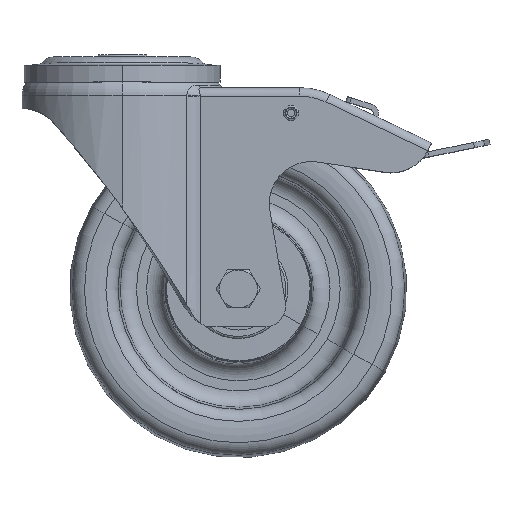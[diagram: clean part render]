
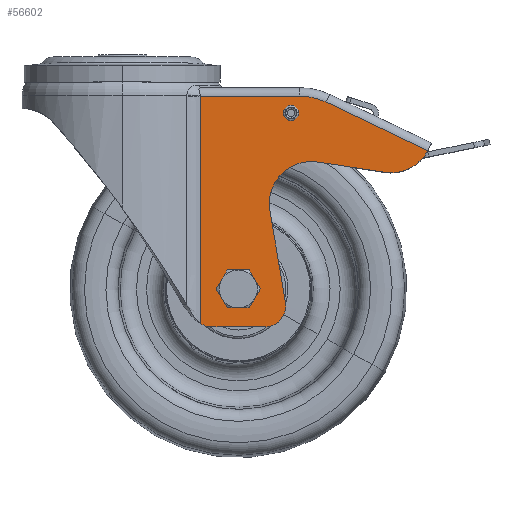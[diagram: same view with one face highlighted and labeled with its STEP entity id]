
A CAD part, top view. The second image highlights one B-rep face of the part: STEP entity #56602.
In plain terms, the highlighted planar face has unit normal (0, 0, 1).
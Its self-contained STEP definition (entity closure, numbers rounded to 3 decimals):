
#806 = DIRECTION ( 'NONE',  ( -1., 0., 0. ) ) ;
#986 = CARTESIAN_POINT ( 'NONE',  ( 127.267, -35.95, 34. ) ) ;
#1360 = CARTESIAN_POINT ( 'NONE',  ( 69.962, -73.965, 34. ) ) ;
#1627 = VERTEX_POINT ( 'NONE', #36990 ) ;
#2752 = CARTESIAN_POINT ( 'NONE',  ( 67.504, -119., 34. ) ) ;
#3264 = DIRECTION ( 'NONE',  ( 0., 0., 1. ) ) ;
#5277 = FACE_BOUND ( 'NONE', #65415, .T. ) ;
#5680 = EDGE_CURVE ( 'NONE', #48733, #9651, #40005, .T. ) ;
#6121 = EDGE_CURVE ( 'NONE', #6657, #52094, #30640, .T. ) ;
#6635 = DIRECTION ( 'NONE',  ( 0.153, 0.988, 0. ) ) ;
#6657 = VERTEX_POINT ( 'NONE', #69531 ) ;
#6948 = VECTOR ( 'NONE', #806, 1000. ) ;
#7855 = ORIENTED_EDGE ( 'NONE', *, *, #45169, .F. ) ;
#7898 = DIRECTION ( 'NONE',  ( 0., 0., -1. ) ) ;
#8388 = VERTEX_POINT ( 'NONE', #50783 ) ;
#8796 = CARTESIAN_POINT ( 'NONE',  ( 37.017, -127.36, 34. ) ) ;
#9070 = CARTESIAN_POINT ( 'NONE',  ( 84.103, -19.6, 34. ) ) ;
#9651 = VERTEX_POINT ( 'NONE', #21873 ) ;
#9936 = DIRECTION ( 'NONE',  ( 1., 0., 0. ) ) ;
#9973 = VERTEX_POINT ( 'NONE', #70293 ) ;
#10251 = CARTESIAN_POINT ( 'NONE',  ( 37.016, -91.44, 34. ) ) ;
#10311 = EDGE_CURVE ( 'NONE', #36084, #1627, #17572, .T. ) ;
#10446 = CARTESIAN_POINT ( 'NONE',  ( 42.504, -119., 34. ) ) ;
#10527 = VECTOR ( 'NONE', #31693, 1000. ) ;
#10753 = CIRCLE ( 'NONE', #64710, 29. ) ;
#10885 = ORIENTED_EDGE ( 'NONE', *, *, #22739, .F. ) ;
#12100 = ORIENTED_EDGE ( 'NONE', *, *, #6121, .F. ) ;
#12297 = CARTESIAN_POINT ( 'NONE',  ( 80., -27.6, 34. ) ) ;
#13046 = CARTESIAN_POINT ( 'NONE',  ( 124.202, -55.714, 34. ) ) ;
#13083 = EDGE_CURVE ( 'NONE', #65559, #27207, #68565, .T. ) ;
#13402 = DIRECTION ( 'NONE',  ( -0.988, 0.153, 0. ) ) ;
#16189 = CARTESIAN_POINT ( 'NONE',  ( 42.504, -129., 34. ) ) ;
#16534 = ORIENTED_EDGE ( 'NONE', *, *, #5680, .F. ) ;
#17039 = CARTESIAN_POINT ( 'NONE',  ( 0., -165.6, 34. ) ) ;
#17572 = LINE ( 'NONE', #56403, #54413 ) ;
#17637 = DIRECTION ( 'NONE',  ( 1., 0., 0. ) ) ;
#17919 = DIRECTION ( 'NONE',  ( 0.903, -0.431, 0. ) ) ;
#18179 = LINE ( 'NONE', #1360, #40419 ) ;
#18603 = CARTESIAN_POINT ( 'NONE',  ( 82.6, -27.6, 34. ) ) ;
#19728 = DIRECTION ( 'NONE',  ( 0., 0., -1. ) ) ;
#20413 = AXIS2_PLACEMENT_3D ( 'NONE', #20461, #19728, #69676 ) ;
#20461 = CARTESIAN_POINT ( 'NONE',  ( 42.504, -119., 34. ) ) ;
#20597 = AXIS2_PLACEMENT_3D ( 'NONE', #12297, #55752, #17637 ) ;
#21631 = CARTESIAN_POINT ( 'NONE',  ( 84.103, -19.6, 34. ) ) ;
#21873 = CARTESIAN_POINT ( 'NONE',  ( 92.741, -50.836, 34. ) ) ;
#22062 = CIRCLE ( 'NONE', #47312, 6.1 ) ;
#22739 = EDGE_CURVE ( 'NONE', #29257, #52823, #18179, .T. ) ;
#23853 = CIRCLE ( 'NONE', #34229, 10. ) ;
#24794 = DIRECTION ( 'NONE',  ( 0., 1., 0. ) ) ;
#25163 = DIRECTION ( 'NONE',  ( -1., 0., 0. ) ) ;
#25375 = DIRECTION ( 'NONE',  ( 0.986, 0.168, 0. ) ) ;
#26246 = VECTOR ( 'NONE', #13402, 1000. ) ;
#26267 = ORIENTED_EDGE ( 'NONE', *, *, #70207, .F. ) ;
#27121 = AXIS2_PLACEMENT_3D ( 'NONE', #52800, #3264, #25163 ) ;
#27207 = VERTEX_POINT ( 'NONE', #55529 ) ;
#27413 = CARTESIAN_POINT ( 'NONE',  ( 77.362, -117.317, 34. ) ) ;
#29257 = VERTEX_POINT ( 'NONE', #38496 ) ;
#29793 = VERTEX_POINT ( 'NONE', #9070 ) ;
#29888 = EDGE_CURVE ( 'NONE', #29793, #8388, #53217, .T. ) ;
#30579 = CIRCLE ( 'NONE', #70710, 20. ) ;
#30640 = CIRCLE ( 'NONE', #27121, 2.6 ) ;
#31298 = DIRECTION ( 'NONE',  ( 0., -1., 0. ) ) ;
#31693 = DIRECTION ( 'NONE',  ( -1., 0., 0. ) ) ;
#32169 = CARTESIAN_POINT ( 'NONE',  ( 37.015, -19.6, 34. ) ) ;
#33981 = FACE_BOUND ( 'NONE', #61421, .T. ) ;
#34229 = AXIS2_PLACEMENT_3D ( 'NONE', #2752, #41520, #25375 ) ;
#34316 = DIRECTION ( 'NONE',  ( 0., 0., 1. ) ) ;
#35191 = ORIENTED_EDGE ( 'NONE', *, *, #10311, .F. ) ;
#35228 = CARTESIAN_POINT ( 'NONE',  ( 84.103, -48.6, 34. ) ) ;
#35585 = DIRECTION ( 'NONE',  ( -1., 0., 0. ) ) ;
#36084 = VERTEX_POINT ( 'NONE', #52652 ) ;
#36232 = ORIENTED_EDGE ( 'NONE', *, *, #62329, .F. ) ;
#36990 = CARTESIAN_POINT ( 'NONE',  ( 144.865, -45.452, 34. ) ) ;
#37372 = VERTEX_POINT ( 'NONE', #70194 ) ;
#37609 = CARTESIAN_POINT ( 'NONE',  ( 55., -111., 34. ) ) ;
#38303 = FACE_OUTER_BOUND ( 'NONE', #41696, .T. ) ;
#38496 = CARTESIAN_POINT ( 'NONE',  ( 69.962, -73.965, 34. ) ) ;
#38681 = CIRCLE ( 'NONE', #47868, 6.1 ) ;
#39003 = DIRECTION ( 'NONE',  ( 0., 0., 1. ) ) ;
#39658 = CARTESIAN_POINT ( 'NONE',  ( 89.677, -70.6, 34. ) ) ;
#40005 = LINE ( 'NONE', #13046, #26246 ) ;
#40419 = VECTOR ( 'NONE', #45151, 1000. ) ;
#41499 = VERTEX_POINT ( 'NONE', #16189 ) ;
#41520 = DIRECTION ( 'NONE',  ( 0., 0., -1. ) ) ;
#41696 = EDGE_LOOP ( 'NONE', ( #62195, #10885, #70493, #16534, #69117, #35191, #46721, #50658, #60427, #66868, #36232, #7855 ) ) ;
#41835 = ORIENTED_EDGE ( 'NONE', *, *, #64187, .F. ) ;
#42107 = VERTEX_POINT ( 'NONE', #68959 ) ;
#43313 = CIRCLE ( 'NONE', #68392, 20. ) ;
#45021 = ORIENTED_EDGE ( 'NONE', *, *, #53432, .F. ) ;
#45151 = DIRECTION ( 'NONE',  ( 0.168, -0.986, 0. ) ) ;
#45169 = EDGE_CURVE ( 'NONE', #42107, #41499, #60101, .T. ) ;
#45979 = DIRECTION ( 'NONE',  ( 0., 0., 1. ) ) ;
#46721 = ORIENTED_EDGE ( 'NONE', *, *, #50563, .F. ) ;
#46984 = AXIS2_PLACEMENT_3D ( 'NONE', #10446, #70420, #31298 ) ;
#47312 = AXIS2_PLACEMENT_3D ( 'NONE', #37609, #59490, #9936 ) ;
#47868 = AXIS2_PLACEMENT_3D ( 'NONE', #56386, #45979, #35585 ) ;
#48600 = B_SPLINE_CURVE_WITH_KNOTS ( 'NONE', 3,
 ( #32169, #69519, #10251, #8796 ),
 .UNSPECIFIED., .F., .F.,
 ( 4, 4 ),
 ( 0., 1. ),
 .UNSPECIFIED. ) ;
#48733 = VERTEX_POINT ( 'NONE', #69405 ) ;
#50563 = EDGE_CURVE ( 'NONE', #29793, #36084, #10753, .T. ) ;
#50658 = ORIENTED_EDGE ( 'NONE', *, *, #29888, .T. ) ;
#50783 = CARTESIAN_POINT ( 'NONE',  ( 37.015, -19.6, 34. ) ) ;
#51565 = CIRCLE ( 'NONE', #20597, 2.6 ) ;
#52094 = VERTEX_POINT ( 'NONE', #18603 ) ;
#52652 = CARTESIAN_POINT ( 'NONE',  ( 96.588, -22.425, 34. ) ) ;
#52800 = CARTESIAN_POINT ( 'NONE',  ( 80., -27.6, 34. ) ) ;
#52823 = VERTEX_POINT ( 'NONE', #27413 ) ;
#53217 = LINE ( 'NONE', #21631, #10527 ) ;
#53432 = EDGE_CURVE ( 'NONE', #37372, #9973, #38681, .T. ) ;
#54413 = VECTOR ( 'NONE', #17919, 1000. ) ;
#54547 = AXIS2_PLACEMENT_3D ( 'NONE', #17039, #39003, #60918 ) ;
#55529 = CARTESIAN_POINT ( 'NONE',  ( 37.017, -127.36, 34. ) ) ;
#55752 = DIRECTION ( 'NONE',  ( 0., 0., 1. ) ) ;
#56386 = CARTESIAN_POINT ( 'NONE',  ( 55., -111., 34. ) ) ;
#56403 = CARTESIAN_POINT ( 'NONE',  ( 96.588, -22.425, 34. ) ) ;
#56602 = ADVANCED_FACE ( 'NONE', ( #33981, #5277, #38303 ), #66312, .T. ) ;
#58471 = EDGE_CURVE ( 'NONE', #8388, #27207, #48600, .T. ) ;
#59490 = DIRECTION ( 'NONE',  ( 0., 0., 1. ) ) ;
#60101 = LINE ( 'NONE', #61154, #6948 ) ;
#60427 = ORIENTED_EDGE ( 'NONE', *, *, #58471, .T. ) ;
#60918 = DIRECTION ( 'NONE',  ( 1., 0., 0. ) ) ;
#61154 = CARTESIAN_POINT ( 'NONE',  ( 67.504, -129., 34. ) ) ;
#61421 = EDGE_LOOP ( 'NONE', ( #12100, #26267 ) ) ;
#61761 = EDGE_CURVE ( 'NONE', #52823, #42107, #23853, .T. ) ;
#62034 = DIRECTION ( 'NONE',  ( 0.88, -0.475, 0. ) ) ;
#62195 = ORIENTED_EDGE ( 'NONE', *, *, #61761, .F. ) ;
#62329 = EDGE_CURVE ( 'NONE', #41499, #65559, #63021, .T. ) ;
#63021 = CIRCLE ( 'NONE', #46984, 10. ) ;
#64187 = EDGE_CURVE ( 'NONE', #9973, #37372, #22062, .T. ) ;
#64710 = AXIS2_PLACEMENT_3D ( 'NONE', #35228, #7898, #24794 ) ;
#65415 = EDGE_LOOP ( 'NONE', ( #45021, #41835 ) ) ;
#65559 = VERTEX_POINT ( 'NONE', #65840 ) ;
#65840 = CARTESIAN_POINT ( 'NONE',  ( 42.504, -129., 34. ) ) ;
#66312 = PLANE ( 'NONE',  #54547 ) ;
#66639 = EDGE_CURVE ( 'NONE', #1627, #48733, #43313, .T. ) ;
#66861 = EDGE_CURVE ( 'NONE', #9651, #29257, #30579, .T. ) ;
#66868 = ORIENTED_EDGE ( 'NONE', *, *, #13083, .F. ) ;
#67421 = DIRECTION ( 'NONE',  ( 0., 0., -1. ) ) ;
#68392 = AXIS2_PLACEMENT_3D ( 'NONE', #986, #67421, #62034 ) ;
#68565 = CIRCLE ( 'NONE', #20413, 10. ) ;
#68959 = CARTESIAN_POINT ( 'NONE',  ( 67.504, -129., 34. ) ) ;
#69117 = ORIENTED_EDGE ( 'NONE', *, *, #66639, .F. ) ;
#69405 = CARTESIAN_POINT ( 'NONE',  ( 124.202, -55.714, 34. ) ) ;
#69519 = CARTESIAN_POINT ( 'NONE',  ( 37.016, -55.52, 34. ) ) ;
#69531 = CARTESIAN_POINT ( 'NONE',  ( 77.4, -27.6, 34. ) ) ;
#69676 = DIRECTION ( 'NONE',  ( 0., -1., 0. ) ) ;
#70194 = CARTESIAN_POINT ( 'NONE',  ( 48.9, -111., 34. ) ) ;
#70207 = EDGE_CURVE ( 'NONE', #52094, #6657, #51565, .T. ) ;
#70293 = CARTESIAN_POINT ( 'NONE',  ( 61.1, -111., 34. ) ) ;
#70420 = DIRECTION ( 'NONE',  ( 0., 0., -1. ) ) ;
#70493 = ORIENTED_EDGE ( 'NONE', *, *, #66861, .F. ) ;
#70710 = AXIS2_PLACEMENT_3D ( 'NONE', #39658, #34316, #6635 ) ;
